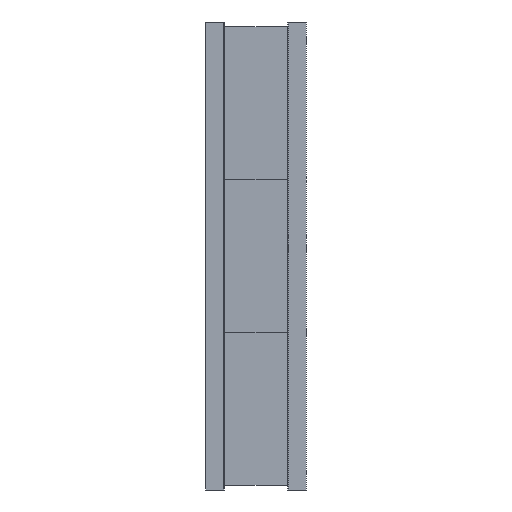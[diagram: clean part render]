
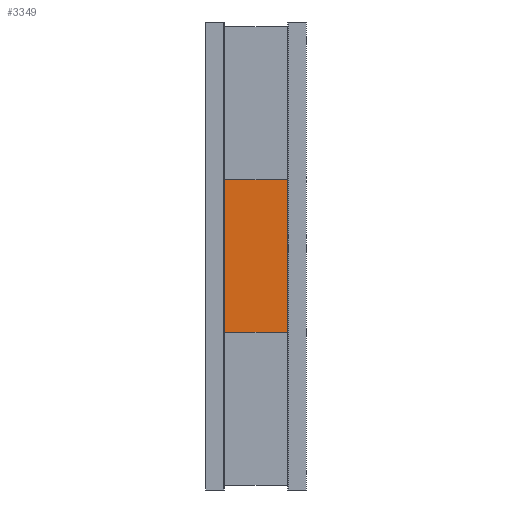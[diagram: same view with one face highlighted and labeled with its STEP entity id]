
A CAD part, front view. The second image highlights one B-rep face of the part: STEP entity #3349.
In plain terms, the highlighted planar face has unit normal (0, -1, 0).
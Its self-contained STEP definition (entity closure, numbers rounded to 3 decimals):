
#163 = VECTOR ( 'NONE', #3340, 1000. ) ;
#505 = ORIENTED_EDGE ( 'NONE', *, *, #14066, .F. ) ;
#2236 = VERTEX_POINT ( 'NONE', #2491 ) ;
#2333 = DIRECTION ( 'NONE',  ( 1., 0., 0. ) ) ;
#2491 = CARTESIAN_POINT ( 'NONE',  ( 188.75, 0., -400. ) ) ;
#2580 = ORIENTED_EDGE ( 'NONE', *, *, #12316, .F. ) ;
#2965 = VECTOR ( 'NONE', #10663, 1000. ) ;
#3274 = CARTESIAN_POINT ( 'NONE',  ( 188.75, 0., 400. ) ) ;
#3287 = CARTESIAN_POINT ( 'NONE',  ( -188.75, 0., -400. ) ) ;
#3340 = DIRECTION ( 'NONE',  ( 0., 0., -1. ) ) ;
#3349 = ADVANCED_FACE ( 'NONE', ( #3513 ), #11734, .F. ) ;
#3513 = FACE_OUTER_BOUND ( 'NONE', #13586, .T. ) ;
#4111 = DIRECTION ( 'NONE',  ( -1., 0., 0. ) ) ;
#4168 = CARTESIAN_POINT ( 'NONE',  ( -188.75, 0., -400. ) ) ;
#5619 = VERTEX_POINT ( 'NONE', #3287 ) ;
#6519 = ORIENTED_EDGE ( 'NONE', *, *, #6970, .F. ) ;
#6864 = EDGE_CURVE ( 'NONE', #2236, #5619, #15533, .T. ) ;
#6970 = EDGE_CURVE ( 'NONE', #11800, #2236, #17608, .T. ) ;
#8250 = VERTEX_POINT ( 'NONE', #17574 ) ;
#8690 = VECTOR ( 'NONE', #4111, 1000. ) ;
#10032 = VECTOR ( 'NONE', #2333, 1000. ) ;
#10663 = DIRECTION ( 'NONE',  ( 0., 0., 1. ) ) ;
#10683 = CARTESIAN_POINT ( 'NONE',  ( -188.75, 0., 400. ) ) ;
#11255 = DIRECTION ( 'NONE',  ( 0., 0., 1. ) ) ;
#11297 = DIRECTION ( 'NONE',  ( 0., 1., 0. ) ) ;
#11320 = CARTESIAN_POINT ( 'NONE',  ( -188.75, 0., 400. ) ) ;
#11734 = PLANE ( 'NONE',  #15779 ) ;
#11800 = VERTEX_POINT ( 'NONE', #15144 ) ;
#12316 = EDGE_CURVE ( 'NONE', #5619, #8250, #15439, .T. ) ;
#13431 = CARTESIAN_POINT ( 'NONE',  ( -188.75, 0., 400. ) ) ;
#13586 = EDGE_LOOP ( 'NONE', ( #6519, #505, #2580, #16285 ) ) ;
#13704 = LINE ( 'NONE', #13431, #10032 ) ;
#14066 = EDGE_CURVE ( 'NONE', #8250, #11800, #13704, .T. ) ;
#15144 = CARTESIAN_POINT ( 'NONE',  ( 188.75, 0., 400. ) ) ;
#15439 = LINE ( 'NONE', #10683, #2965 ) ;
#15533 = LINE ( 'NONE', #4168, #8690 ) ;
#15779 = AXIS2_PLACEMENT_3D ( 'NONE', #11320, #11297, #11255 ) ;
#16285 = ORIENTED_EDGE ( 'NONE', *, *, #6864, .F. ) ;
#17574 = CARTESIAN_POINT ( 'NONE',  ( -188.75, 0., 400. ) ) ;
#17608 = LINE ( 'NONE', #3274, #163 ) ;
